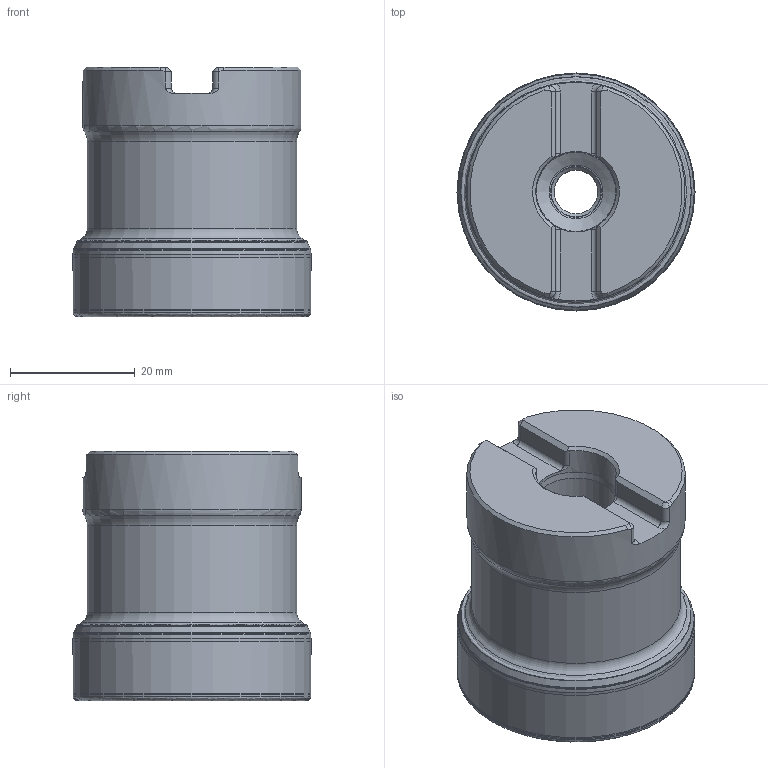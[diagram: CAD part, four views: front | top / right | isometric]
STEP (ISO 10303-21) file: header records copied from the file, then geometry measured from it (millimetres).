
FILE_DESCRIPTION(/* description */ (''),/* implementation_level */ '2;1');
FILE_NAME(/* name */ '150A04R_IS90TN16_C_203022407ndi000_00_SIM.stp',/* time_stamp */ '2021-03-25T10:05:26+01:00',/* author */ (''),/* organization */ (''),/* preprocessor_version */ 'ST-DEVELOPER v16.7',/* originating_system */ 'SIEMENS PLM Software NX 12.0',/* authorisation */ '');
FILE_SCHEMA (('AUTOMOTIVE_DESIGN { 1 0 10303 214 3 1 1 1 }'));
Length unit declared in the file: millimetre
Products named in the file (1): lf19438CFC4Biog2
Bounding box: 38.12 x 38.12 x 40 mm (x, y, z)
Volume: 41386.9 mm3; surface area: 10736.1 mm2
Topology: 2 solids, 2 shells, 117 faces, 271 edges, 155 vertices
Faces by surface type: revolution 40, cylinder 25, cone 19, plane 17, torus 16
Full cylindrical faces by diameter (mm): 7 x1, 10.4 x1, 12.705 x1, 12.9 x1, 33.5 x1, 35 x1, 36.3 x1
Entity records: 3360 total; most frequent: CARTESIAN_POINT 979, DIRECTION 480, ORIENTED_EDGE 392, EDGE_CURVE 196, AXIS2_PLACEMENT_3D 196, EDGE_LOOP 184, VERTEX_POINT 146, FACE_BOUND 134
